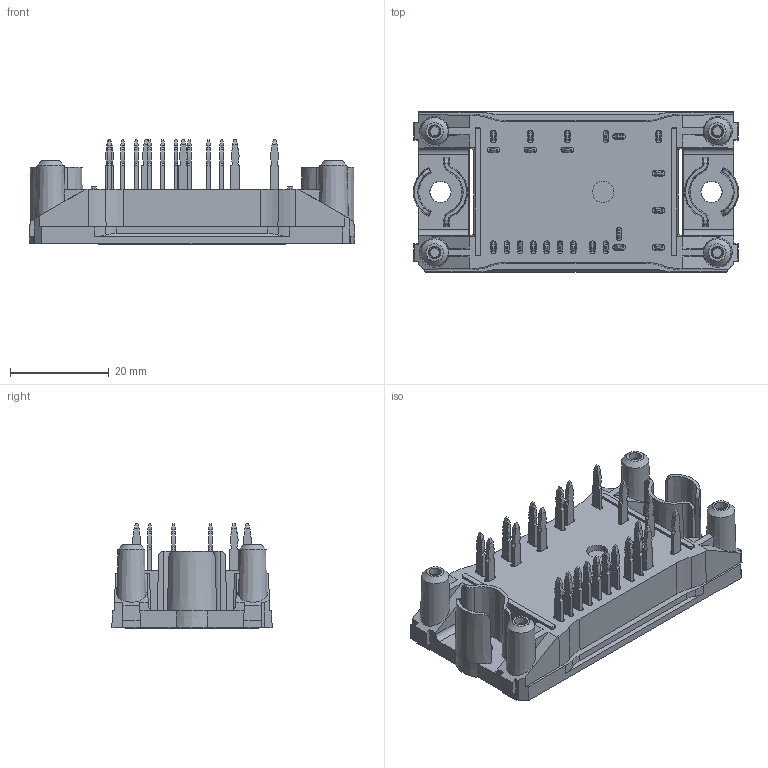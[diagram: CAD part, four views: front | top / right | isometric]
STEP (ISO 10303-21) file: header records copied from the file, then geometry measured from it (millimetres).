
FILE_DESCRIPTION(/* description */ ('Unknown'),/* implementation_level */ '2;1');
FILE_NAME(/* name */ 'Flow0-4T17YA-P540(230)-01-OL',/* time_stamp */ '2020-06-16T13:30:26+02:00',/* author */ ('Unknown'),/* organization */ ('Unknown'),/* preprocessor_version */ 'ST-DEVELOPER v16.7',/* originating_system */ 'Solid Edge',/* authorisation */ 'Unknown');
FILE_SCHEMA (('AUTOMOTIVE_DESIGN {1 0 10303 214 3 1 1}'));
Length unit declared in the file: millimetre
Products named in the file (1): Flow0-4T17YA-P540-OL
Bounding box: 66 x 32.5 x 21.23 mm (x, y, z)
Volume: 18054.4 mm3; surface area: 11181.2 mm2
Topology: 1 solids, 1 shells, 799 faces, 2193 edges, 1456 vertices
Faces by surface type: plane 526, cylinder 235, cone 38
Full cylindrical faces by diameter (mm): 4.3 x1
Entity records: 30795 total; most frequent: CARTESIAN_POINT 4500, ORIENTED_EDGE 4320, DIRECTION 4282, EDGE_CURVE 2160, LINE 1582, VECTOR 1582, VERTEX_POINT 1444, AXIS2_PLACEMENT_3D 1350
